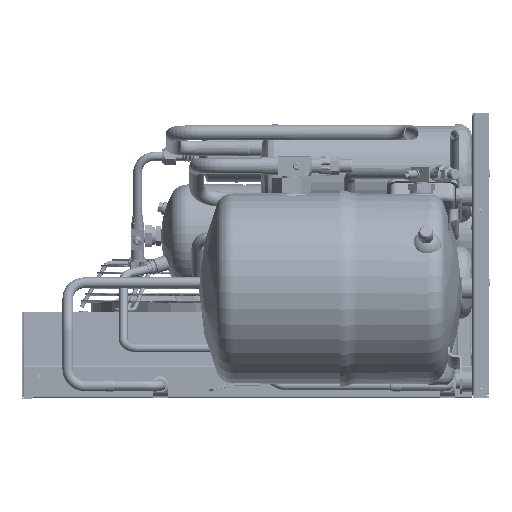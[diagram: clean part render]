
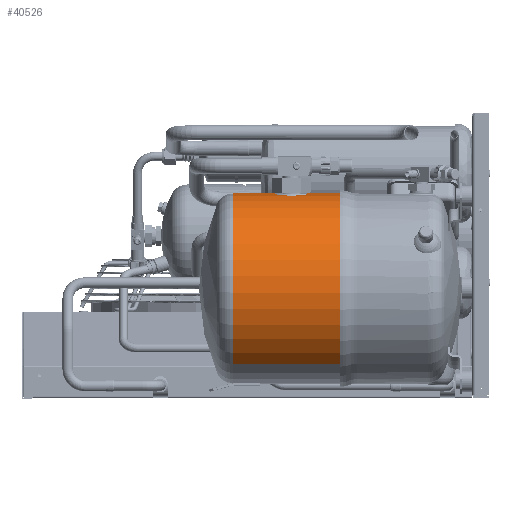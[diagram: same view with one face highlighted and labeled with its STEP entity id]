
A CAD part, left-side view. The second image highlights one B-rep face of the part: STEP entity #40526.
In plain terms, the highlighted cylindrical face has radius 140 mm (diameter 280 mm), a partial arc.
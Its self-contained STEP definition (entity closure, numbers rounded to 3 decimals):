
#5798 = CARTESIAN_POINT ( 'NONE',  ( 0., 337.035, 0. ) ) ;
#6377 = LINE ( 'NONE', #149516, #55592 ) ;
#7204 = CYLINDRICAL_SURFACE ( 'NONE', #52475, 140. ) ;
#16455 = CARTESIAN_POINT ( 'NONE',  ( 0., 337.035, 140. ) ) ;
#27451 = CARTESIAN_POINT ( 'NONE',  ( 0., 178.8, -140. ) ) ;
#40114 = FACE_OUTER_BOUND ( 'NONE', #156469, .T. ) ;
#40526 = ADVANCED_FACE ( 'NONE', ( #40114 ), #7204, .T. ) ;
#41656 = VERTEX_POINT ( 'NONE', #74566 ) ;
#43350 = CIRCLE ( 'NONE', #96832, 140. ) ;
#52475 = AXIS2_PLACEMENT_3D ( 'NONE', #141330, #124953, #108682 ) ;
#55233 = CIRCLE ( 'NONE', #142166, 140. ) ;
#55592 = VECTOR ( 'NONE', #133258, 1000. ) ;
#58190 = VERTEX_POINT ( 'NONE', #27451 ) ;
#67646 = DIRECTION ( 'NONE',  ( 0., -1., 0. ) ) ;
#74566 = CARTESIAN_POINT ( 'NONE',  ( 0., 337.035, -140. ) ) ;
#77071 = EDGE_CURVE ( 'NONE', #120765, #141207, #6377, .T. ) ;
#84069 = CARTESIAN_POINT ( 'NONE',  ( 0., 0., -140. ) ) ;
#96832 = AXIS2_PLACEMENT_3D ( 'NONE', #133440, #117026, #100740 ) ;
#100424 = LINE ( 'NONE', #84069, #145120 ) ;
#100687 = EDGE_CURVE ( 'NONE', #41656, #58190, #100424, .T. ) ;
#100740 = DIRECTION ( 'NONE',  ( 0., 0., -1. ) ) ;
#101317 = ORIENTED_EDGE ( 'NONE', *, *, #101709, .T. ) ;
#101709 = EDGE_CURVE ( 'NONE', #120765, #41656, #55233, .T. ) ;
#106132 = ORIENTED_EDGE ( 'NONE', *, *, #110930, .F. ) ;
#108682 = DIRECTION ( 'NONE',  ( 0., 0., -1. ) ) ;
#110930 = EDGE_CURVE ( 'NONE', #141207, #58190, #43350, .T. ) ;
#111376 = ORIENTED_EDGE ( 'NONE', *, *, #77071, .F. ) ;
#113538 = ORIENTED_EDGE ( 'NONE', *, *, #100687, .T. ) ;
#114295 = CARTESIAN_POINT ( 'NONE',  ( 0., 178.8, 140. ) ) ;
#116270 = DIRECTION ( 'NONE',  ( 0., 0., -1. ) ) ;
#117026 = DIRECTION ( 'NONE',  ( 0., -1., 0. ) ) ;
#120765 = VERTEX_POINT ( 'NONE', #16455 ) ;
#124953 = DIRECTION ( 'NONE',  ( 0., -1., 0. ) ) ;
#132683 = DIRECTION ( 'NONE',  ( 0., -1., 0. ) ) ;
#133258 = DIRECTION ( 'NONE',  ( 0., -1., 0. ) ) ;
#133440 = CARTESIAN_POINT ( 'NONE',  ( 0., 178.8, 0. ) ) ;
#141207 = VERTEX_POINT ( 'NONE', #114295 ) ;
#141330 = CARTESIAN_POINT ( 'NONE',  ( 0., 0., 0. ) ) ;
#142166 = AXIS2_PLACEMENT_3D ( 'NONE', #5798, #132683, #116270 ) ;
#145120 = VECTOR ( 'NONE', #67646, 1000. ) ;
#149516 = CARTESIAN_POINT ( 'NONE',  ( 0., 0., 140. ) ) ;
#156469 = EDGE_LOOP ( 'NONE', ( #111376, #101317, #113538, #106132 ) ) ;
